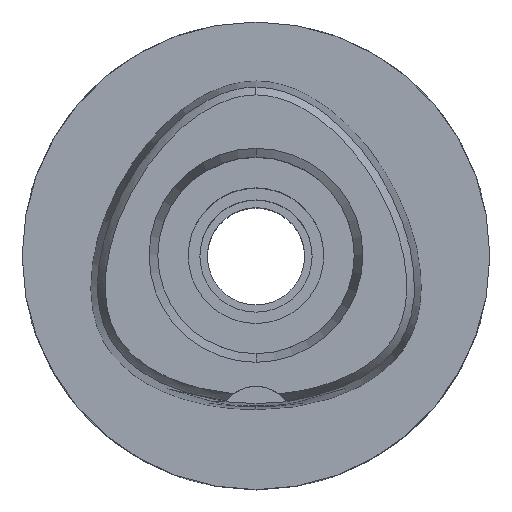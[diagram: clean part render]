
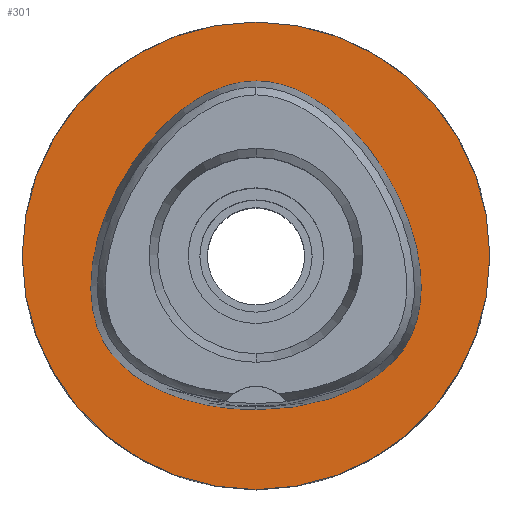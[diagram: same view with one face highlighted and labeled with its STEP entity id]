
A CAD part, top view. The second image highlights one B-rep face of the part: STEP entity #301.
In plain terms, the highlighted planar face has unit normal (0, 0, 1).
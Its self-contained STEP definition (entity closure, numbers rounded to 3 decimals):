
#26 = B_SPLINE_CURVE_WITH_KNOTS ( 'NONE', 3,
 ( #2788, #2417, #1982, #3178, #842, #2693, #4223, #3846, #3467, #3098, #2838, #2892, #2178, #1350, #959, #3316, #640, #565, #4012, #3231, #3586, #607 ),
 .UNSPECIFIED., .F., .F.,
 ( 4, 1, 1, 1, 1, 1, 1, 1, 1, 1, 1, 1, 1, 1, 1, 1, 1, 1, 1, 4 ),
 ( 0., 0.042, 0.083, 0.167, 0.25, 0.333, 0.417, 0.5, 0.542, 0.583, 0.625, 0.646, 0.667, 0.688, 0.708, 0.75, 0.792, 0.833, 0.917, 1. ),
 .UNSPECIFIED. ) ;
#164 = CARTESIAN_POINT ( 'NONE',  ( 11.687, -13.704, 0. ) ) ;
#184 = CARTESIAN_POINT ( 'NONE',  ( 0., -16.455, 0. ) ) ;
#211 = AXIS2_PLACEMENT_3D ( 'NONE', #1706, #4287, #523 ) ;
#257 = CARTESIAN_POINT ( 'NONE',  ( 16.517, 3.703, 0. ) ) ;
#301 = ADVANCED_FACE ( 'NONE', ( #734, #3068 ), #2243, .F. ) ;
#387 = B_SPLINE_CURVE_WITH_KNOTS ( 'NONE', 3,
 ( #184, #538, #4041, #636, #164, #1693, #3198, #1468, #2482, #2940, #2877, #3998, #4406, #993, #257, #4460, #2139, #3270, #4432, #1030, #1789, #3301 ),
 .UNSPECIFIED., .F., .F.,
 ( 4, 1, 1, 1, 1, 1, 1, 1, 1, 1, 1, 1, 1, 1, 1, 1, 1, 1, 1, 4 ),
 ( 0., 0.083, 0.167, 0.208, 0.25, 0.292, 0.312, 0.333, 0.354, 0.375, 0.417, 0.458, 0.5, 0.583, 0.667, 0.75, 0.833, 0.917, 0.958, 1. ),
 .UNSPECIFIED. ) ;
#523 = DIRECTION ( 'NONE',  ( 0., -1., 0. ) ) ;
#538 = CARTESIAN_POINT ( 'NONE',  ( 1.684, -16.455, 0. ) ) ;
#565 = CARTESIAN_POINT ( 'NONE',  ( -11.687, -13.704, 0. ) ) ;
#607 = CARTESIAN_POINT ( 'NONE',  ( 0., -16.455, 0. ) ) ;
#636 = CARTESIAN_POINT ( 'NONE',  ( 8.947, -15.039, 0. ) ) ;
#640 = CARTESIAN_POINT ( 'NONE',  ( -13.507, -12.483, 0. ) ) ;
#724 = DIRECTION ( 'NONE',  ( 0., 0., -1. ) ) ;
#734 = FACE_OUTER_BOUND ( 'NONE', #3899, .T. ) ;
#790 = DIRECTION ( 'NONE',  ( 0., 0., -1. ) ) ;
#842 = CARTESIAN_POINT ( 'NONE',  ( -7.968, 15.831, 0. ) ) ;
#959 = CARTESIAN_POINT ( 'NONE',  ( -15.649, -10.213, 0. ) ) ;
#993 = CARTESIAN_POINT ( 'NONE',  ( 17.498, -0.229, 0. ) ) ;
#1030 = CARTESIAN_POINT ( 'NONE',  ( 2.041, 18.55, 0. ) ) ;
#1208 = VERTEX_POINT ( 'NONE', #2716 ) ;
#1263 = ORIENTED_EDGE ( 'NONE', *, *, #3553, .F. ) ;
#1350 = CARTESIAN_POINT ( 'NONE',  ( -16.206, -9.357, 0. ) ) ;
#1468 = CARTESIAN_POINT ( 'NONE',  ( 15.649, -10.213, 0. ) ) ;
#1693 = CARTESIAN_POINT ( 'NONE',  ( 13.507, -12.483, 0. ) ) ;
#1706 = CARTESIAN_POINT ( 'NONE',  ( 0., 0., 0. ) ) ;
#1714 = CIRCLE ( 'NONE', #3865, 25. ) ;
#1789 = CARTESIAN_POINT ( 'NONE',  ( 0.68, 18.695, 0. ) ) ;
#1982 = CARTESIAN_POINT ( 'NONE',  ( -2.041, 18.55, 0. ) ) ;
#2139 = CARTESIAN_POINT ( 'NONE',  ( 11.466, 12.452, 0. ) ) ;
#2178 = CARTESIAN_POINT ( 'NONE',  ( -16.669, -8.446, 0. ) ) ;
#2243 = PLANE ( 'NONE',  #3226 ) ;
#2417 = CARTESIAN_POINT ( 'NONE',  ( -0.68, 18.695, 0. ) ) ;
#2482 = CARTESIAN_POINT ( 'NONE',  ( 16.206, -9.357, 0. ) ) ;
#2693 = CARTESIAN_POINT ( 'NONE',  ( -11.466, 12.452, 0. ) ) ;
#2716 = CARTESIAN_POINT ( 'NONE',  ( 0., -16.455, 0. ) ) ;
#2788 = CARTESIAN_POINT ( 'NONE',  ( 0., 18.695, 0. ) ) ;
#2838 = CARTESIAN_POINT ( 'NONE',  ( -17.564, -5.456, 0. ) ) ;
#2877 = CARTESIAN_POINT ( 'NONE',  ( 17.165, -7.166, 0. ) ) ;
#2892 = CARTESIAN_POINT ( 'NONE',  ( -17.165, -7.166, 0. ) ) ;
#2933 = EDGE_CURVE ( 'NONE', #4344, #4887, #4342, .T. ) ;
#2940 = CARTESIAN_POINT ( 'NONE',  ( 16.669, -8.446, 0. ) ) ;
#3043 = EDGE_CURVE ( 'NONE', #3417, #1208, #26, .T. ) ;
#3068 = FACE_BOUND ( 'NONE', #3192, .T. ) ;
#3098 = CARTESIAN_POINT ( 'NONE',  ( -17.711, -3.269, 0. ) ) ;
#3175 = EDGE_CURVE ( 'NONE', #1208, #3417, #387, .T. ) ;
#3178 = CARTESIAN_POINT ( 'NONE',  ( -4.729, 17.735, 0. ) ) ;
#3192 = EDGE_LOOP ( 'NONE', ( #3545, #4704 ) ) ;
#3198 = CARTESIAN_POINT ( 'NONE',  ( 14.788, -11.282, 0. ) ) ;
#3226 = AXIS2_PLACEMENT_3D ( 'NONE', #4536, #790, #3811 ) ;
#3231 = CARTESIAN_POINT ( 'NONE',  ( -5.051, -16.156, 0. ) ) ;
#3270 = CARTESIAN_POINT ( 'NONE',  ( 7.968, 15.831, 0. ) ) ;
#3301 = CARTESIAN_POINT ( 'NONE',  ( 0., 18.695, 0. ) ) ;
#3316 = CARTESIAN_POINT ( 'NONE',  ( -14.788, -11.282, 0. ) ) ;
#3417 = VERTEX_POINT ( 'NONE', #4477 ) ;
#3467 = CARTESIAN_POINT ( 'NONE',  ( -17.498, -0.229, 0. ) ) ;
#3545 = ORIENTED_EDGE ( 'NONE', *, *, #3043, .F. ) ;
#3553 = EDGE_CURVE ( 'NONE', #4887, #4344, #1714, .T. ) ;
#3586 = CARTESIAN_POINT ( 'NONE',  ( -1.684, -16.455, 0. ) ) ;
#3799 = CARTESIAN_POINT ( 'NONE',  ( 0., 0., 0. ) ) ;
#3811 = DIRECTION ( 'NONE',  ( 0., -1., 0. ) ) ;
#3846 = CARTESIAN_POINT ( 'NONE',  ( -16.517, 3.703, 0. ) ) ;
#3865 = AXIS2_PLACEMENT_3D ( 'NONE', #3799, #724, #4575 ) ;
#3899 = EDGE_LOOP ( 'NONE', ( #1263, #4449 ) ) ;
#3998 = CARTESIAN_POINT ( 'NONE',  ( 17.564, -5.456, 0. ) ) ;
#4012 = CARTESIAN_POINT ( 'NONE',  ( -8.947, -15.039, 0. ) ) ;
#4041 = CARTESIAN_POINT ( 'NONE',  ( 5.051, -16.156, 0. ) ) ;
#4223 = CARTESIAN_POINT ( 'NONE',  ( -14.38, 8.302, 0. ) ) ;
#4287 = DIRECTION ( 'NONE',  ( 0., 0., -1. ) ) ;
#4342 = CIRCLE ( 'NONE', #211, 25. ) ;
#4344 = VERTEX_POINT ( 'NONE', #4860 ) ;
#4406 = CARTESIAN_POINT ( 'NONE',  ( 17.711, -3.269, 0. ) ) ;
#4425 = CARTESIAN_POINT ( 'NONE',  ( 0., 25., 0. ) ) ;
#4432 = CARTESIAN_POINT ( 'NONE',  ( 4.729, 17.735, 0. ) ) ;
#4449 = ORIENTED_EDGE ( 'NONE', *, *, #2933, .F. ) ;
#4460 = CARTESIAN_POINT ( 'NONE',  ( 14.38, 8.302, 0. ) ) ;
#4477 = CARTESIAN_POINT ( 'NONE',  ( 0., 18.695, 0. ) ) ;
#4536 = CARTESIAN_POINT ( 'NONE',  ( 0., 0., 0. ) ) ;
#4575 = DIRECTION ( 'NONE',  ( 0., 1., 0. ) ) ;
#4704 = ORIENTED_EDGE ( 'NONE', *, *, #3175, .F. ) ;
#4860 = CARTESIAN_POINT ( 'NONE',  ( 0., -25., 0. ) ) ;
#4887 = VERTEX_POINT ( 'NONE', #4425 ) ;
